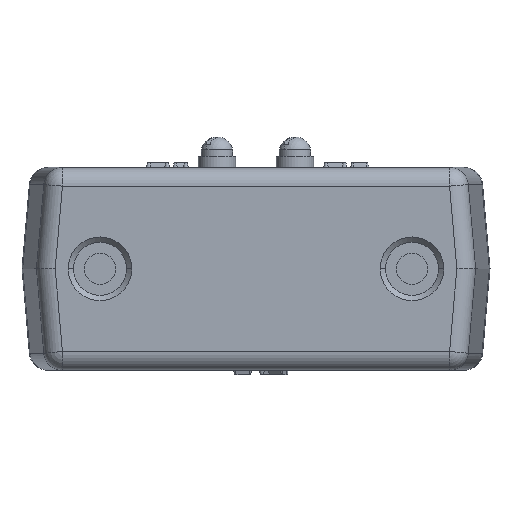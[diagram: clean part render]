
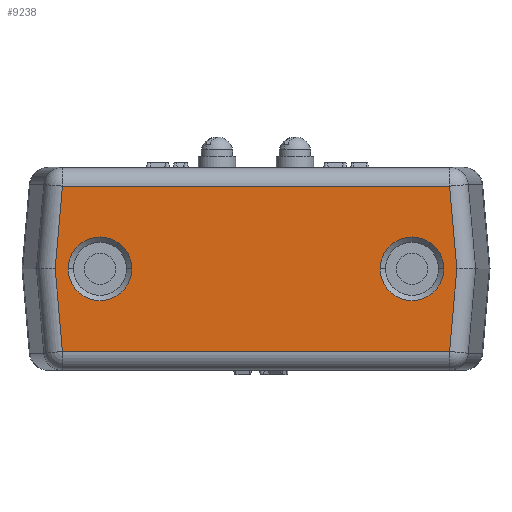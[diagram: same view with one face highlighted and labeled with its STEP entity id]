
A CAD part, front view. The second image highlights one B-rep face of the part: STEP entity #9238.
In plain terms, the highlighted planar face has unit normal (0, -1, 0).
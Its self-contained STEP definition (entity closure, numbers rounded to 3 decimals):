
#6367 = ORIENTED_EDGE ( 'NONE', *, *, #9060, .F. ) ;
#6368 = ORIENTED_EDGE ( 'NONE', *, *, #8881, .F. ) ;
#6369 = ORIENTED_EDGE ( 'NONE', *, *, #9061, .F. ) ;
#6370 = ORIENTED_EDGE ( 'NONE', *, *, #9058, .T. ) ;
#6371 = ORIENTED_EDGE ( 'NONE', *, *, #9054, .T. ) ;
#6990 = VERTEX_POINT ( 'NONE', #7485 ) ;
#6992 = VERTEX_POINT ( 'NONE', #7487 ) ;
#7053 = VERTEX_POINT ( 'NONE', #7548 ) ;
#7054 = VERTEX_POINT ( 'NONE', #7549 ) ;
#7055 = VERTEX_POINT ( 'NONE', #7550 ) ;
#7056 = VERTEX_POINT ( 'NONE', #7551 ) ;
#7057 = VERTEX_POINT ( 'NONE', #7552 ) ;
#7058 = VERTEX_POINT ( 'NONE', #7553 ) ;
#7087 = VERTEX_POINT ( 'NONE', #7582 ) ;
#7088 = VERTEX_POINT ( 'NONE', #7583 ) ;
#7485 = CARTESIAN_POINT ( 'NONE',  ( -439.987, -443.022, -90.169 ) ) ;
#7487 = CARTESIAN_POINT ( 'NONE',  ( -460.387, -443.022, -90.169 ) ) ;
#7548 = CARTESIAN_POINT ( 'NONE',  ( -338.147, -443.022, -116.669 ) ) ;
#7549 = CARTESIAN_POINT ( 'NONE',  ( -335.823, -443.022, -90.169 ) ) ;
#7550 = CARTESIAN_POINT ( 'NONE',  ( -338.147, -443.022, -63.669 ) ) ;
#7551 = CARTESIAN_POINT ( 'NONE',  ( -462.228, -443.022, -63.669 ) ) ;
#7552 = CARTESIAN_POINT ( 'NONE',  ( -464.551, -443.022, -90.169 ) ) ;
#7553 = CARTESIAN_POINT ( 'NONE',  ( -462.228, -443.022, -116.669 ) ) ;
#7582 = CARTESIAN_POINT ( 'NONE',  ( -360.387, -443.022, -90.169 ) ) ;
#7583 = CARTESIAN_POINT ( 'NONE',  ( -339.987, -443.022, -90.169 ) ) ;
#8515 = EDGE_LOOP ( 'NONE', ( #6367, #6368 ) ) ;
#8519 = EDGE_LOOP ( 'NONE', ( #8545, #8546 ) ) ;
#8522 = EDGE_LOOP ( 'NONE', ( #6369, #6370, #6371, #8542, #8543, #8544 ) ) ;
#8542 = ORIENTED_EDGE ( 'NONE', *, *, #9059, .T. ) ;
#8543 = ORIENTED_EDGE ( 'NONE', *, *, #9057, .F. ) ;
#8544 = ORIENTED_EDGE ( 'NONE', *, *, #9062, .F. ) ;
#8545 = ORIENTED_EDGE ( 'NONE', *, *, #9029, .F. ) ;
#8546 = ORIENTED_EDGE ( 'NONE', *, *, #8906, .F. ) ;
#8881 = EDGE_CURVE ( 'NONE', #6992, #6990, #10530, .T. ) ;
#8906 = EDGE_CURVE ( 'NONE', #7087, #7088, #10556, .T. ) ;
#9029 = EDGE_CURVE ( 'NONE', #7088, #7087, #12073, .T. ) ;
#9054 = EDGE_CURVE ( 'NONE', #7055, #7056, #12111, .T. ) ;
#9057 = EDGE_CURVE ( 'NONE', #7058, #7057, #12117, .T. ) ;
#9058 = EDGE_CURVE ( 'NONE', #7054, #7055, #12116, .T. ) ;
#9059 = EDGE_CURVE ( 'NONE', #7056, #7057, #12121, .T. ) ;
#9060 = EDGE_CURVE ( 'NONE', #6990, #6992, #12125, .T. ) ;
#9061 = EDGE_CURVE ( 'NONE', #7054, #7053, #12108, .T. ) ;
#9062 = EDGE_CURVE ( 'NONE', #7053, #7058, #12124, .T. ) ;
#9238 = ADVANCED_FACE ( 'NONE', ( #13191, #13189, #14638 ), #13363, .F. ) ;
#9834 = AXIS2_PLACEMENT_3D ( 'NONE', #10668, #10674, #10675 ) ;
#9852 = AXIS2_PLACEMENT_3D ( 'NONE', #10756, #10767, #10768 ) ;
#9897 = AXIS2_PLACEMENT_3D ( 'NONE', #11074, #11075, #11076 ) ;
#9910 = AXIS2_PLACEMENT_3D ( 'NONE', #11146, #11150, #11151 ) ;
#10530 = CIRCLE ( 'NONE', #9834, 10.2 ) ;
#10556 = CIRCLE ( 'NONE', #9852, 10.2 ) ;
#10668 = CARTESIAN_POINT ( 'NONE',  ( -450.187, -443.022, -90.169 ) ) ;
#10674 = DIRECTION ( 'NONE',  ( 0., -1., 0. ) ) ;
#10675 = DIRECTION ( 'NONE',  ( 1., 0., 0. ) ) ;
#10756 = CARTESIAN_POINT ( 'NONE',  ( -350.187, -443.022, -90.169 ) ) ;
#10767 = DIRECTION ( 'NONE',  ( 0., -1., 0. ) ) ;
#10768 = DIRECTION ( 'NONE',  ( 1., 0., 0. ) ) ;
#11074 = CARTESIAN_POINT ( 'NONE',  ( -350.187, -443.022, -90.169 ) ) ;
#11075 = DIRECTION ( 'NONE',  ( 0., -1., 0. ) ) ;
#11076 = DIRECTION ( 'NONE',  ( 1., 0., 0. ) ) ;
#11130 = CARTESIAN_POINT ( 'NONE',  ( -467.337, -443.022, -63.669 ) ) ;
#11137 = DIRECTION ( 'NONE',  ( -1., 0., 0. ) ) ;
#11138 = CARTESIAN_POINT ( 'NONE',  ( -461.766, -443.022, -121.93 ) ) ;
#11143 = CARTESIAN_POINT ( 'NONE',  ( -339.676, -443.022, -46.225 ) ) ;
#11144 = CARTESIAN_POINT ( 'NONE',  ( -467.337, -443.022, -116.669 ) ) ;
#11145 = DIRECTION ( 'NONE',  ( -0.087, 0., 0.996 ) ) ;
#11146 = CARTESIAN_POINT ( 'NONE',  ( -450.187, -443.022, -90.169 ) ) ;
#11147 = DIRECTION ( 'NONE',  ( -0.087, 0., 0.996 ) ) ;
#11148 = CARTESIAN_POINT ( 'NONE',  ( -461.766, -443.022, -58.407 ) ) ;
#11149 = DIRECTION ( 'NONE',  ( -0.087, 0., -0.996 ) ) ;
#11150 = DIRECTION ( 'NONE',  ( 0., -1., 0. ) ) ;
#11151 = DIRECTION ( 'NONE',  ( 1., 0., 0. ) ) ;
#11153 = CARTESIAN_POINT ( 'NONE',  ( -339.676, -443.022, -134.112 ) ) ;
#11154 = DIRECTION ( 'NONE',  ( -0.087, 0., -0.996 ) ) ;
#11156 = DIRECTION ( 'NONE',  ( -1., 0., 0. ) ) ;
#12073 = CIRCLE ( 'NONE', #9897, 10.2 ) ;
#12108 = LINE ( 'NONE', #11153, #12115 ) ;
#12109 = VECTOR ( 'NONE', #11137, 1000. ) ;
#12111 = LINE ( 'NONE', #11130, #12109 ) ;
#12114 = VECTOR ( 'NONE', #11145, 1000. ) ;
#12115 = VECTOR ( 'NONE', #11154, 1000. ) ;
#12116 = LINE ( 'NONE', #11143, #12119 ) ;
#12117 = LINE ( 'NONE', #11138, #12114 ) ;
#12119 = VECTOR ( 'NONE', #11147, 1000. ) ;
#12121 = LINE ( 'NONE', #11148, #12122 ) ;
#12122 = VECTOR ( 'NONE', #11149, 1000. ) ;
#12124 = LINE ( 'NONE', #11144, #12126 ) ;
#12125 = CIRCLE ( 'NONE', #9910, 10.2 ) ;
#12126 = VECTOR ( 'NONE', #11156, 1000. ) ;
#12566 = AXIS2_PLACEMENT_3D ( 'NONE', #13364, #13372, #13373 ) ;
#13189 = FACE_OUTER_BOUND ( 'NONE', #8522, .T. ) ;
#13191 = FACE_BOUND ( 'NONE', #8515, .T. ) ;
#13363 = PLANE ( 'NONE',  #12566 ) ;
#13364 = CARTESIAN_POINT ( 'NONE',  ( -470.187, -443.022, -57.669 ) ) ;
#13372 = DIRECTION ( 'NONE',  ( 0., 1., 0. ) ) ;
#13373 = DIRECTION ( 'NONE',  ( -1., 0., 0. ) ) ;
#14638 = FACE_BOUND ( 'NONE', #8519, .T. ) ;
